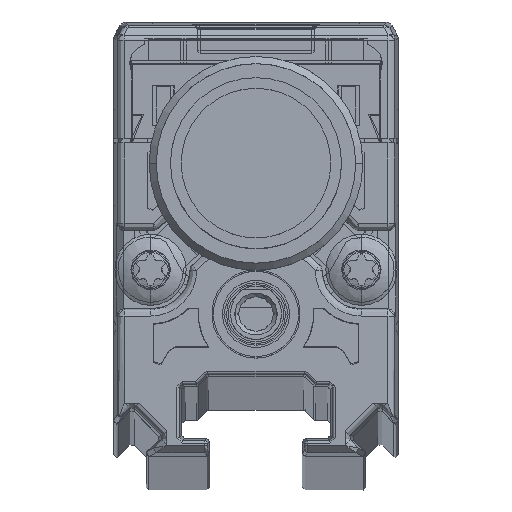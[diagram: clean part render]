
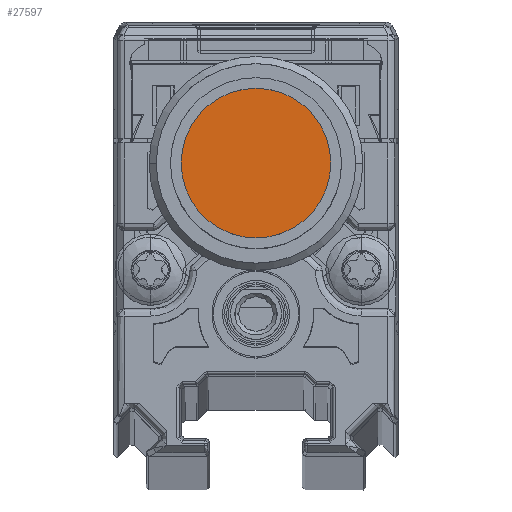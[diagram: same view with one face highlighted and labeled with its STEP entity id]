
A CAD part, top view. The second image highlights one B-rep face of the part: STEP entity #27597.
In plain terms, the highlighted face is planar.
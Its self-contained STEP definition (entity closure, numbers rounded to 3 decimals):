
#26797=CARTESIAN_POINT('',(0.,0.,0.));
#26798=DIRECTION('',(0.,-1.,0.));
#26799=DIRECTION('',(1.,0.,0.));
#26800=AXIS2_PLACEMENT_3D('',#26797,#26798,#26799);
#26802=CARTESIAN_POINT('',(0.,0.,0.));
#26803=DIRECTION('',(0.,-1.,0.));
#26804=DIRECTION('',(-1.,0.,0.));
#26805=AXIS2_PLACEMENT_3D('',#26802,#26803,#26804);
#26903=CARTESIAN_POINT('',(-5.25,0.,0.));
#26904=VERTEX_POINT('',#26903);
#26905=CARTESIAN_POINT('',(5.25,0.,0.));
#26906=VERTEX_POINT('',#26905);
#27588=CARTESIAN_POINT('',(0.,0.,0.));
#27589=DIRECTION('',(0.,-1.,0.));
#27590=DIRECTION('',(1.,0.,0.));
#27591=AXIS2_PLACEMENT_3D('',#27588,#27589,#27590);
#27592=PLANE('',#27591);
#27593=ORIENTED_EDGE('',*,*,#27574,.T.);
#27594=ORIENTED_EDGE('',*,*,#27556,.T.);
#27595=EDGE_LOOP('',(#27593,#27594));
#27596=FACE_OUTER_BOUND('',#27595,.F.);
#27597=ADVANCED_FACE('',(#27596),#27592,.F.);
#26801=CIRCLE('',#26800,5.25);
#26806=CIRCLE('',#26805,5.25);
#27556=EDGE_CURVE('',#26904,#26906,#26806,.T.);
#27574=EDGE_CURVE('',#26906,#26904,#26801,.T.);
